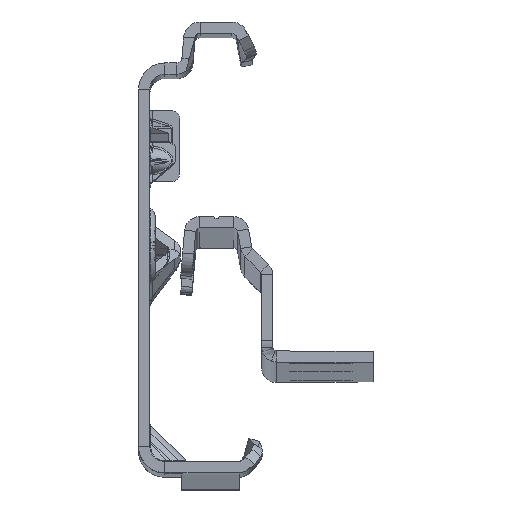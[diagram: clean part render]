
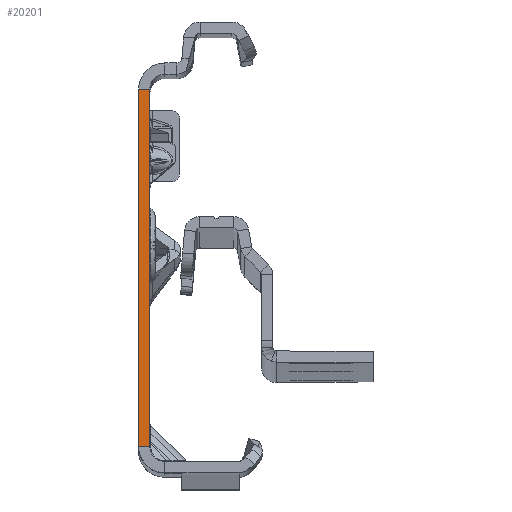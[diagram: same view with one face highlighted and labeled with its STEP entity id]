
A CAD part, top view. The second image highlights one B-rep face of the part: STEP entity #20201.
In plain terms, the highlighted planar face has unit normal (0, 0, 1).
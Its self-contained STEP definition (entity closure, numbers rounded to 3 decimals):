
#1256 = DIRECTION ( 'NONE',  ( 0., -1., 0. ) ) ;
#2156 = EDGE_CURVE ( 'NONE', #5248, #5195, #44739, .T. ) ;
#5174 = ORIENTED_EDGE ( 'NONE', *, *, #43741, .T. ) ;
#5195 = VERTEX_POINT ( 'NONE', #16714 ) ;
#5248 = VERTEX_POINT ( 'NONE', #30375 ) ;
#5486 = VERTEX_POINT ( 'NONE', #53781 ) ;
#6334 = LINE ( 'NONE', #39500, #35283 ) ;
#11021 = CARTESIAN_POINT ( 'NONE',  ( -1.5, -27.865, 0. ) ) ;
#11720 = CARTESIAN_POINT ( 'NONE',  ( -1.5, 22.135, 0. ) ) ;
#14668 = DIRECTION ( 'NONE',  ( 0., -1., 0. ) ) ;
#14969 = LINE ( 'NONE', #15253, #37048 ) ;
#15209 = LINE ( 'NONE', #52829, #35560 ) ;
#15253 = CARTESIAN_POINT ( 'NONE',  ( 0., 22.135, 0. ) ) ;
#15740 = DIRECTION ( 'NONE',  ( 1., 0., 0. ) ) ;
#16714 = CARTESIAN_POINT ( 'NONE',  ( -1.5, -25.865, 0. ) ) ;
#18903 = DIRECTION ( 'NONE',  ( -1., 0., 0. ) ) ;
#20201 = ADVANCED_FACE ( 'NONE', ( #20209 ), #41414, .T. ) ;
#20209 = FACE_OUTER_BOUND ( 'NONE', #21841, .T. ) ;
#21841 = EDGE_LOOP ( 'NONE', ( #51340, #5174, #24350, #36228 ) ) ;
#23011 = CARTESIAN_POINT ( 'NONE',  ( 0., -25.865, 0. ) ) ;
#23818 = DIRECTION ( 'NONE',  ( 0., 0., 1. ) ) ;
#24350 = ORIENTED_EDGE ( 'NONE', *, *, #33154, .T. ) ;
#30375 = CARTESIAN_POINT ( 'NONE',  ( 0., -25.865, 0. ) ) ;
#31428 = DIRECTION ( 'NONE',  ( -1., 0., 0. ) ) ;
#33154 = EDGE_CURVE ( 'NONE', #49912, #5195, #6334, .T. ) ;
#35283 = VECTOR ( 'NONE', #1256, 1000. ) ;
#35560 = VECTOR ( 'NONE', #14668, 1000. ) ;
#36228 = ORIENTED_EDGE ( 'NONE', *, *, #2156, .F. ) ;
#36342 = EDGE_CURVE ( 'NONE', #5486, #5248, #15209, .T. ) ;
#36760 = VECTOR ( 'NONE', #31428, 1000. ) ;
#37048 = VECTOR ( 'NONE', #18903, 1000. ) ;
#39500 = CARTESIAN_POINT ( 'NONE',  ( -1.5, -27.865, 0. ) ) ;
#40123 = AXIS2_PLACEMENT_3D ( 'NONE', #11021, #23818, #15740 ) ;
#41414 = PLANE ( 'NONE',  #40123 ) ;
#43741 = EDGE_CURVE ( 'NONE', #5486, #49912, #14969, .T. ) ;
#44739 = LINE ( 'NONE', #23011, #36760 ) ;
#49912 = VERTEX_POINT ( 'NONE', #11720 ) ;
#51340 = ORIENTED_EDGE ( 'NONE', *, *, #36342, .F. ) ;
#52829 = CARTESIAN_POINT ( 'NONE',  ( 0., -27.865, 0. ) ) ;
#53781 = CARTESIAN_POINT ( 'NONE',  ( 0., 22.135, 0. ) ) ;
